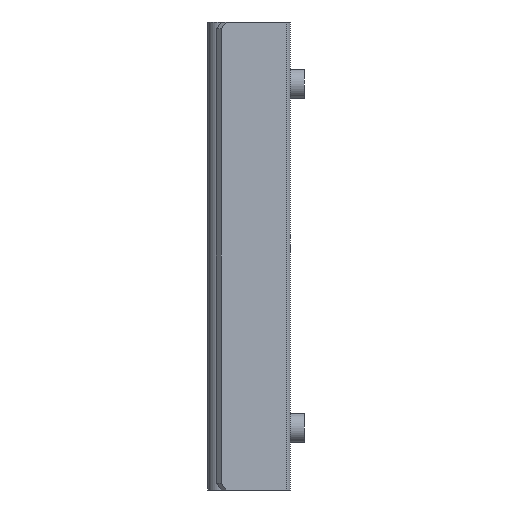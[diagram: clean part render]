
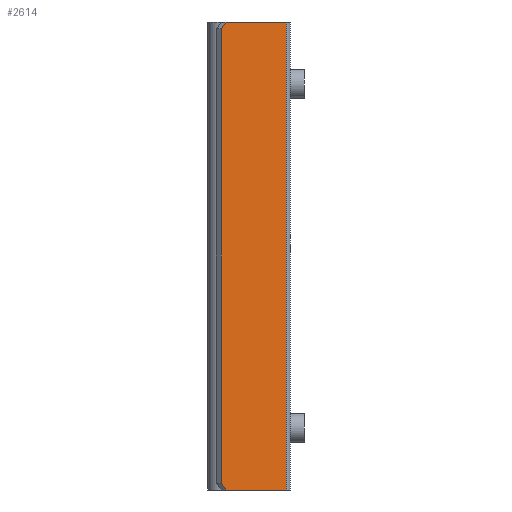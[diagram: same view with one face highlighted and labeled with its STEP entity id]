
A CAD part, front view. The second image highlights one B-rep face of the part: STEP entity #2614.
In plain terms, the highlighted planar face has unit normal (0.707, -0.707, 0).
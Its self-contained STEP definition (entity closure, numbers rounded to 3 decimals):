
#299 = VECTOR ( 'NONE', #4742, 1000. ) ;
#327 = LINE ( 'NONE', #4641, #299 ) ;
#1259 = EDGE_CURVE ( 'NONE', #3747, #12300, #7463, .T. ) ;
#1325 = VECTOR ( 'NONE', #6078, 1000. ) ;
#1670 = CARTESIAN_POINT ( 'NONE',  ( -677.782, 168.616, 706.501 ) ) ;
#2195 = EDGE_CURVE ( 'NONE', #12300, #4223, #13447, .T. ) ;
#2457 = EDGE_CURVE ( 'NONE', #5034, #3747, #11315, .T. ) ;
#2545 = EDGE_CURVE ( 'NONE', #11288, #5034, #10837, .T. ) ;
#2614 = ADVANCED_FACE ( 'NONE', ( #10141 ), #6582, .F. ) ;
#3747 = VERTEX_POINT ( 'NONE', #1670 ) ;
#4223 = VERTEX_POINT ( 'NONE', #12969 ) ;
#4641 = CARTESIAN_POINT ( 'NONE',  ( -668.327, 178.071, 774.501 ) ) ;
#4742 = DIRECTION ( 'NONE',  ( 0., 0., -1. ) ) ;
#5034 = VERTEX_POINT ( 'NONE', #9740 ) ;
#5248 = EDGE_LOOP ( 'NONE', ( #9105, #9117, #9129, #9143, #9155, #9179 ) ) ;
#5914 = CARTESIAN_POINT ( 'NONE',  ( -421.992, 424.406, 773.501 ) ) ;
#6078 = DIRECTION ( 'NONE',  ( 0.707, 0.707, 0. ) ) ;
#6388 = DIRECTION ( 'NONE',  ( -0.707, -0.707, 0. ) ) ;
#6434 = DIRECTION ( 'NONE',  ( -0.707, 0.707, 0. ) ) ;
#6582 = PLANE ( 'NONE',  #11434 ) ;
#6911 = CARTESIAN_POINT ( 'NONE',  ( -421.992, 424.406, 0. ) ) ;
#7267 = VECTOR ( 'NONE', #12185, 1000. ) ;
#7463 = LINE ( 'NONE', #12214, #7267 ) ;
#8025 = CARTESIAN_POINT ( 'NONE',  ( -421.992, 424.406, 705.501 ) ) ;
#8053 = DIRECTION ( 'NONE',  ( -0.707, -0.707, 0. ) ) ;
#8535 = EDGE_CURVE ( 'NONE', #9608, #11288, #327, .T. ) ;
#8784 = EDGE_CURVE ( 'NONE', #4223, #9608, #13922, .T. ) ;
#9105 = ORIENTED_EDGE ( 'NONE', *, *, #2195, .F. ) ;
#9117 = ORIENTED_EDGE ( 'NONE', *, *, #1259, .F. ) ;
#9129 = ORIENTED_EDGE ( 'NONE', *, *, #2457, .F. ) ;
#9143 = ORIENTED_EDGE ( 'NONE', *, *, #2545, .F. ) ;
#9155 = ORIENTED_EDGE ( 'NONE', *, *, #8535, .F. ) ;
#9179 = ORIENTED_EDGE ( 'NONE', *, *, #8784, .F. ) ;
#9212 = CARTESIAN_POINT ( 'NONE',  ( -668.327, 178.071, 773.501 ) ) ;
#9215 = DIRECTION ( 'NONE',  ( -0.5, -0.5, 0.707 ) ) ;
#9262 = CARTESIAN_POINT ( 'NONE',  ( -677.075, 169.323, 705.501 ) ) ;
#9608 = VERTEX_POINT ( 'NONE', #9212 ) ;
#9740 = CARTESIAN_POINT ( 'NONE',  ( -677.075, 169.323, 705.501 ) ) ;
#10076 = CARTESIAN_POINT ( 'NONE',  ( -677.782, 168.616, 772.501 ) ) ;
#10141 = FACE_OUTER_BOUND ( 'NONE', #5248, .T. ) ;
#10779 = VECTOR ( 'NONE', #8053, 1000. ) ;
#10837 = LINE ( 'NONE', #8025, #10779 ) ;
#11288 = VERTEX_POINT ( 'NONE', #13220 ) ;
#11315 = LINE ( 'NONE', #9262, #11328 ) ;
#11328 = VECTOR ( 'NONE', #9215, 1000. ) ;
#11434 = AXIS2_PLACEMENT_3D ( 'NONE', #6911, #6434, #6388 ) ;
#12185 = DIRECTION ( 'NONE',  ( 0., 0., 1. ) ) ;
#12214 = CARTESIAN_POINT ( 'NONE',  ( -677.782, 168.616, 0. ) ) ;
#12300 = VERTEX_POINT ( 'NONE', #10076 ) ;
#12969 = CARTESIAN_POINT ( 'NONE',  ( -677.075, 169.323, 773.501 ) ) ;
#13171 = VECTOR ( 'NONE', #13751, 1000. ) ;
#13220 = CARTESIAN_POINT ( 'NONE',  ( -668.327, 178.071, 705.501 ) ) ;
#13447 = LINE ( 'NONE', #13743, #13171 ) ;
#13743 = CARTESIAN_POINT ( 'NONE',  ( -677.782, 168.616, 772.501 ) ) ;
#13751 = DIRECTION ( 'NONE',  ( 0.5, 0.5, 0.707 ) ) ;
#13922 = LINE ( 'NONE', #5914, #1325 ) ;
